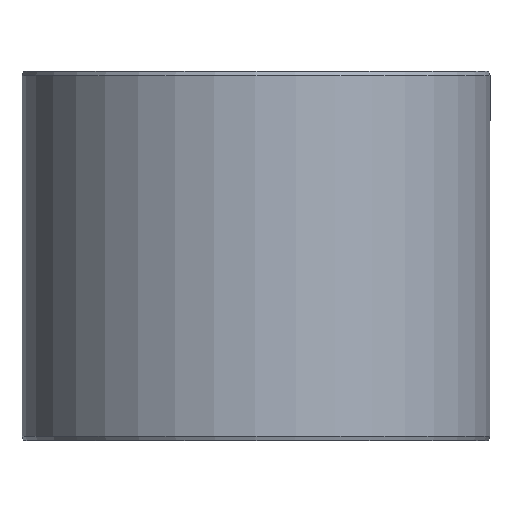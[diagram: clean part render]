
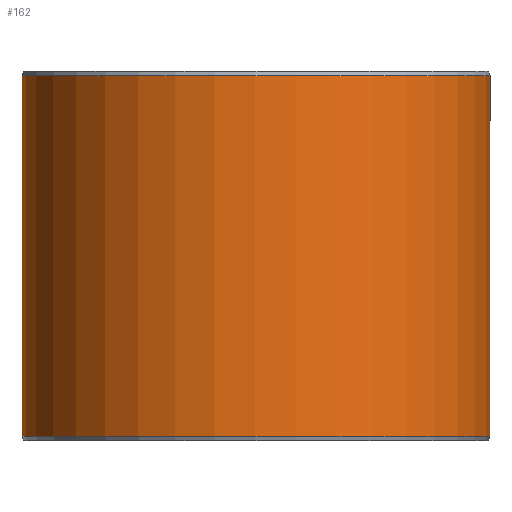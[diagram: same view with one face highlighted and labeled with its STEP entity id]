
A CAD part, front view. The second image highlights one B-rep face of the part: STEP entity #162.
In plain terms, the highlighted cylindrical face has radius 95 mm (diameter 190 mm), a partial arc.
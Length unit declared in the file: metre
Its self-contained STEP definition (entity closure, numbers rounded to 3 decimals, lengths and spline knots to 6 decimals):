
#162=ADVANCED_FACE('',(#185,#186),#187,.T.);
#185=FACE_OUTER_BOUND('',#211,.T.);
#186=FACE_BOUND('',#212,.T.);
#187=CYLINDRICAL_SURFACE('',#213,0.095);
#211=EDGE_LOOP('',(#289,#290,#291,#292));
#212=EDGE_LOOP('',(#293));
#213=AXIS2_PLACEMENT_3D('',#294,#295,#296);
#289=ORIENTED_EDGE('',*,*,#314,.T.);
#290=ORIENTED_EDGE('',*,*,#323,.F.);
#291=ORIENTED_EDGE('',*,*,#309,.F.);
#292=ORIENTED_EDGE('',*,*,#324,.T.);
#293=ORIENTED_EDGE('',*,*,#327,.T.);
#294=CARTESIAN_POINT('',(0.,0.,0.0));
#295=DIRECTION('',(0.,0.0,-1.0));
#296=DIRECTION('',(-1.0,0.0,0.));
#309=EDGE_CURVE('',#341,#342,#343,.T.);
#314=EDGE_CURVE('',#351,#349,#352,.T.);
#323=EDGE_CURVE('',#342,#349,#365,.T.);
#324=EDGE_CURVE('',#341,#351,#366,.T.);
#327=EDGE_CURVE('',#370,#370,#371,.T.);
#341=VERTEX_POINT('',#389);
#342=VERTEX_POINT('',#390);
#343=CIRCLE('',#391,0.095);
#349=VERTEX_POINT('',#399);
#351=VERTEX_POINT('',#402);
#352=CIRCLE('',#403,0.095);
#365=LINE('',#422,#423);
#366=LINE('',#424,#425);
#370=VERTEX_POINT('',#501);
#371=B_SPLINE_CURVE_WITH_KNOTS('',3,(#502,#503,#504,#505,#506,#507,#508,#509,#510,#511,#512,#513,#514,#515,#516,#517,#518,#519,#520,#521,#522,#523,#524,#525,#526,#527,#528,#529,#530,#531,#532,#533,#534,#535,#536,#537,#538,#539,#540,#541,#542,#543,#544,#545,#546,#547,#548,#549,#550,#551,#552,#553,#554,#555,#556,#557,#558,#559,#560,#561,#562,#563,#564,#565,#566,#567,#568,#569,#570,#571,#572,#573),.UNSPECIFIED.,.T.,.F.,(2,2,2,2,2,2,2,2,2,2,2,2,2,2,2,2,2,2,2,2,2,2,2,2,2,2,2,2,2,2,2,2,2,2,2,2,2,2),(-0.000977,0.0,0.000977,0.001466,0.001954,0.002931,0.003908,0.004885,0.005862,0.00684,0.007817,0.008794,0.009771,0.010748,0.011725,0.012702,0.013191,0.013679,0.014656,0.015633,0.01661,0.017587,0.018564,0.019541,0.020519,0.021496,0.022473,0.02345,0.024427,0.024915,0.025404,0.026381,0.027358,0.028335,0.029312,0.030289,0.031266,0.032243),.UNSPECIFIED.);
#389=CARTESIAN_POINT('',(0.001658,0.094986,0.0018));
#390=CARTESIAN_POINT('',(0.,0.095,0.0018));
#391=AXIS2_PLACEMENT_3D('',#587,#588,#589);
#399=CARTESIAN_POINT('',(0.,0.095,0.1482));
#402=CARTESIAN_POINT('',(0.001658,0.094986,0.1482));
#403=AXIS2_PLACEMENT_3D('',#596,#597,#598);
#422=CARTESIAN_POINT('',(0.,0.095,0.0018));
#423=VECTOR('',#611,1.0);
#424=CARTESIAN_POINT('',(0.001658,0.094986,0.0018));
#425=VECTOR('',#612,1.0);
#501=CARTESIAN_POINT('',(0.078743,-0.053147,0.075));
#502=CARTESIAN_POINT('',(0.078743,-0.053147,0.07467));
#503=CARTESIAN_POINT('',(0.078743,-0.053147,0.07533));
#504=CARTESIAN_POINT('',(0.078761,-0.05312,0.075655));
#505=CARTESIAN_POINT('',(0.078814,-0.053041,0.076135));
#506=CARTESIAN_POINT('',(0.078836,-0.053008,0.076293));
#507=CARTESIAN_POINT('',(0.07889,-0.052929,0.076607));
#508=CARTESIAN_POINT('',(0.078921,-0.052882,0.076763));
#509=CARTESIAN_POINT('',(0.079026,-0.052725,0.077217));
#510=CARTESIAN_POINT('',(0.079111,-0.052598,0.077505));
#511=CARTESIAN_POINT('',(0.079311,-0.052295,0.078048));
#512=CARTESIAN_POINT('',(0.079428,-0.052118,0.078305));
#513=CARTESIAN_POINT('',(0.07968,-0.051732,0.078766));
#514=CARTESIAN_POINT('',(0.079817,-0.05152,0.078973));
#515=CARTESIAN_POINT('',(0.080112,-0.05106,0.079339));
#516=CARTESIAN_POINT('',(0.080268,-0.050815,0.079494));
#517=CARTESIAN_POINT('',(0.080588,-0.050305,0.079744));
#518=CARTESIAN_POINT('',(0.080755,-0.050038,0.07984));
#519=CARTESIAN_POINT('',(0.081093,-0.049488,0.079968));
#520=CARTESIAN_POINT('',(0.081262,-0.04921,0.08));
#521=CARTESIAN_POINT('',(0.081597,-0.048651,0.08));
#522=CARTESIAN_POINT('',(0.081767,-0.048367,0.079968));
#523=CARTESIAN_POINT('',(0.082091,-0.047813,0.07984));
#524=CARTESIAN_POINT('',(0.082248,-0.047544,0.079746));
#525=CARTESIAN_POINT('',(0.082549,-0.047019,0.079495));
#526=CARTESIAN_POINT('',(0.082694,-0.046764,0.079339));
#527=CARTESIAN_POINT('',(0.082959,-0.046291,0.078977));
#528=CARTESIAN_POINT('',(0.083082,-0.04607,0.078771));
#529=CARTESIAN_POINT('',(0.083307,-0.045661,0.078304));
#530=CARTESIAN_POINT('',(0.083407,-0.045479,0.078051));
#531=CARTESIAN_POINT('',(0.083536,-0.04524,0.077645));
#532=CARTESIAN_POINT('',(0.083577,-0.045166,0.077505));
#533=CARTESIAN_POINT('',(0.08365,-0.04503,0.077216));
#534=CARTESIAN_POINT('',(0.083684,-0.044967,0.077066));
#535=CARTESIAN_POINT('',(0.083773,-0.044801,0.076612));
#536=CARTESIAN_POINT('',(0.083817,-0.044717,0.0763));
#537=CARTESIAN_POINT('',(0.083878,-0.044604,0.07566));
#538=CARTESIAN_POINT('',(0.083893,-0.044575,0.075328));
#539=CARTESIAN_POINT('',(0.083893,-0.044575,0.074675));
#540=CARTESIAN_POINT('',(0.083878,-0.044603,0.074351));
#541=CARTESIAN_POINT('',(0.083818,-0.044716,0.073706));
#542=CARTESIAN_POINT('',(0.083773,-0.0448,0.07339));
#543=CARTESIAN_POINT('',(0.083655,-0.04502,0.072788));
#544=CARTESIAN_POINT('',(0.083582,-0.045156,0.072498));
#545=CARTESIAN_POINT('',(0.083408,-0.045478,0.071951));
#546=CARTESIAN_POINT('',(0.083308,-0.045659,0.071699));
#547=CARTESIAN_POINT('',(0.083086,-0.046063,0.071237));
#548=CARTESIAN_POINT('',(0.082961,-0.046288,0.071026));
#549=CARTESIAN_POINT('',(0.082695,-0.046762,0.070662));
#550=CARTESIAN_POINT('',(0.082553,-0.047012,0.070509));
#551=CARTESIAN_POINT('',(0.082252,-0.047536,0.070257));
#552=CARTESIAN_POINT('',(0.082093,-0.047811,0.070161));
#553=CARTESIAN_POINT('',(0.081769,-0.048362,0.070033));
#554=CARTESIAN_POINT('',(0.081603,-0.048642,0.07));
#555=CARTESIAN_POINT('',(0.081264,-0.049207,0.07));
#556=CARTESIAN_POINT('',(0.081094,-0.049486,0.070032));
#557=CARTESIAN_POINT('',(0.080843,-0.049894,0.070127));
#558=CARTESIAN_POINT('',(0.08076,-0.050029,0.070166));
#559=CARTESIAN_POINT('',(0.080594,-0.050295,0.070261));
#560=CARTESIAN_POINT('',(0.080511,-0.050428,0.070317));
#561=CARTESIAN_POINT('',(0.080269,-0.050813,0.070505));
#562=CARTESIAN_POINT('',(0.080115,-0.051055,0.070658));
#563=CARTESIAN_POINT('',(0.079822,-0.051513,0.07102));
#564=CARTESIAN_POINT('',(0.079681,-0.051729,0.071231));
#565=CARTESIAN_POINT('',(0.079429,-0.052116,0.071692));
#566=CARTESIAN_POINT('',(0.079315,-0.05229,0.071944));
#567=CARTESIAN_POINT('',(0.079113,-0.052595,0.072489));
#568=CARTESIAN_POINT('',(0.079026,-0.052725,0.072781));
#569=CARTESIAN_POINT('',(0.078887,-0.052933,0.073382));
#570=CARTESIAN_POINT('',(0.078833,-0.053012,0.073696));
#571=CARTESIAN_POINT('',(0.078761,-0.05312,0.074343));
#572=CARTESIAN_POINT('',(0.078743,-0.053147,0.07467));
#573=CARTESIAN_POINT('',(0.078743,-0.053147,0.07533));
#587=CARTESIAN_POINT('',(0.,0.,0.0018));
#588=DIRECTION('',(0.,0.0,-1.0));
#589=DIRECTION('',(-1.0,0.0,0.));
#596=CARTESIAN_POINT('',(0.,0.,0.1482));
#597=DIRECTION('',(0.,0.0,-1.0));
#598=DIRECTION('',(-1.0,0.0,0.));
#611=DIRECTION('',(0.,0.,1.0));
#612=DIRECTION('',(0.,0.,1.0));
